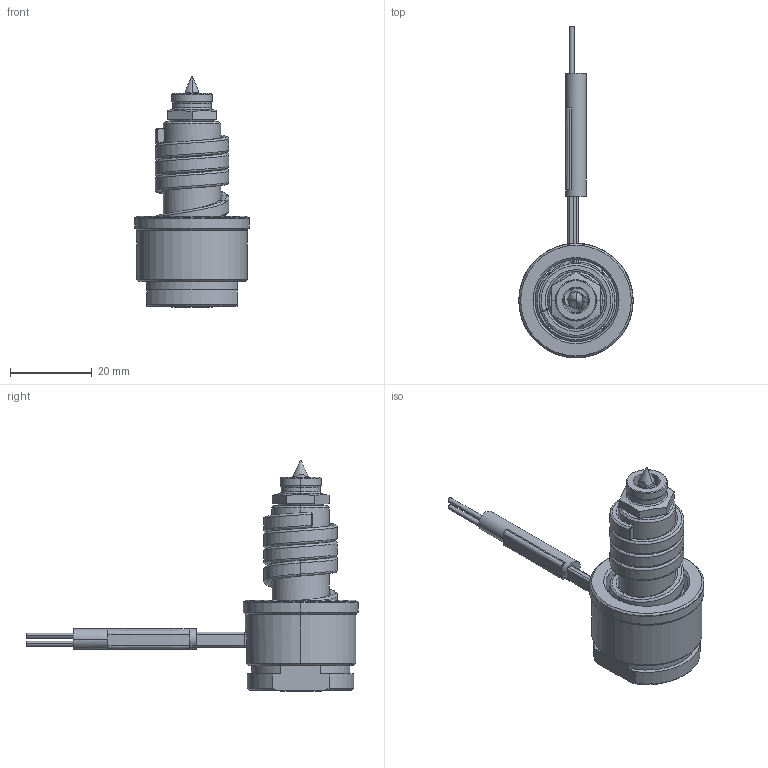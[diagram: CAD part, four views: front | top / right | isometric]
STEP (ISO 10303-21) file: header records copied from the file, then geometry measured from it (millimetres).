
FILE_DESCRIPTION((''),'2;1');
FILE_NAME('ML-56-BKU-N','2014-03-03T',('Íàòàëüÿ'),('IMID'),'PRO/ENGINEER BY PARAMETRIC TECHNOLOGY CORPORATION, 2010180','PRO/ENGINEER BY PARAMETRIC TECHNOLOGY CORPORATION, 2010180','');
FILE_SCHEMA(('CONFIG_CONTROL_DESIGN'));
Length unit declared in the file: millimetre
Products named in the file (1): ML-56-BKU-N
Bounding box: 28 x 81 x 56.2 mm (x, y, z)
Volume: 15832.9 mm3; surface area: 11395.5 mm2
Topology: 1 solids, 9 shells, 324 faces, 846 edges, 508 vertices
Faces by surface type: cylinder 99, bspline 63, plane 58, cone 58, torus 28, revolution 9, extrusion 7, sphere 2
Entity records: 15659 total; most frequent: CARTESIAN_POINT 8070, ORIENTED_EDGE 1664, DIRECTION 1454, EDGE_CURVE 844, AXIS2_PLACEMENT_3D 587, VERTEX_POINT 508, EDGE_LOOP 350, CIRCLE 341
